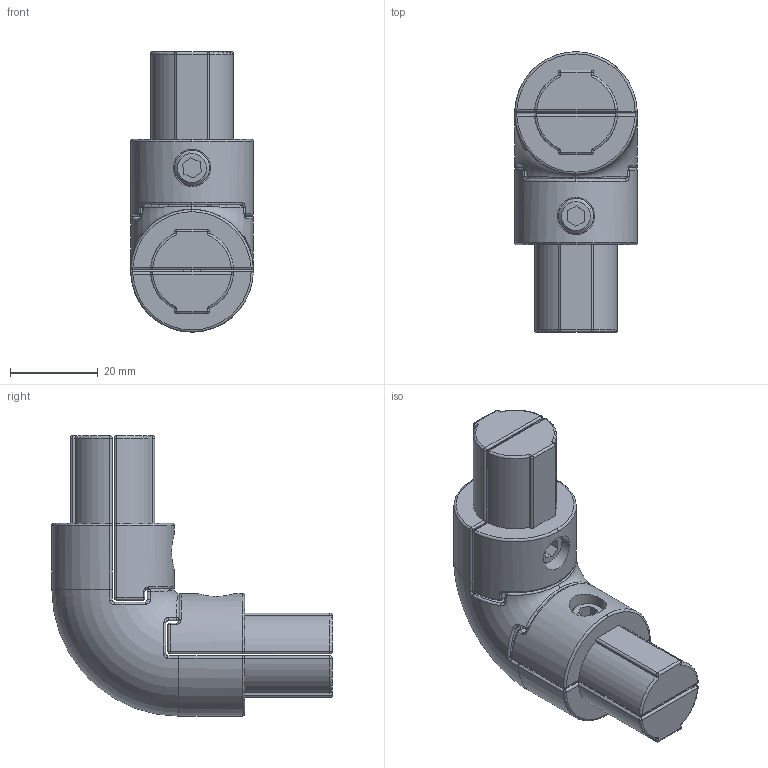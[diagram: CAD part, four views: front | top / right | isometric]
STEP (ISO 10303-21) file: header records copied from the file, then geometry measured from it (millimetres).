
FILE_DESCRIPTION (( 'STEP AP203' ), '1' );
FILE_NAME ('TFS.D28.2.02.01.STEP', '2015-12-15T04:29:17', ( '微软用户' ), ( '微软中国' ), 'SwSTEP 2.0', 'SolidWorks 2012', '' );
FILE_SCHEMA (( 'CONFIG_CONTROL_DESIGN' ));
Length unit declared in the file: millimetre
Products named in the file (1): TFS.D28.2.02.01
Bounding box: 28 x 64 x 64 mm (x, y, z)
Surface area: 12306.9 mm2 (no closed solid volume)
Topology: 0 solids, 5 shells, 214 faces, 606 edges, 367 vertices
Faces by surface type: cylinder 85, plane 52, sphere 33, torus 24, bspline 16, cone 4
Entity records: 7485 total; most frequent: CARTESIAN_POINT 2224, DIRECTION 1135, ORIENTED_EDGE 1009, EDGE_CURVE 566, AXIS2_PLACEMENT_3D 440, VERTEX_POINT 355, LINE 255, VECTOR 255
